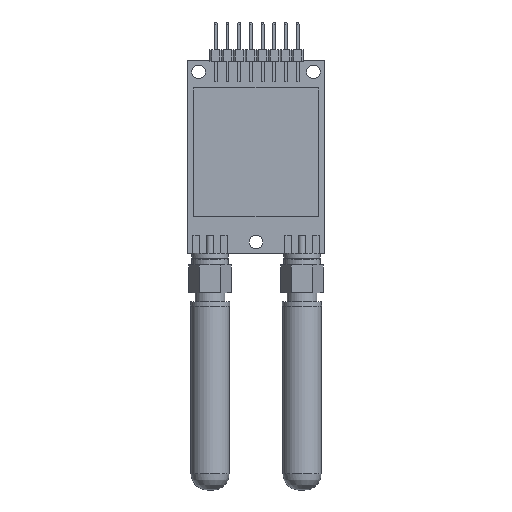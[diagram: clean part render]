
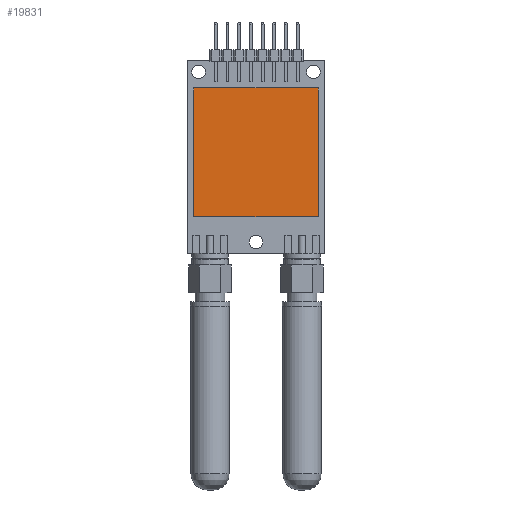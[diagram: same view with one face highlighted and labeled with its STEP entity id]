
A CAD part, front view. The second image highlights one B-rep face of the part: STEP entity #19831.
In plain terms, the highlighted planar face has unit normal (0, -1, 0).
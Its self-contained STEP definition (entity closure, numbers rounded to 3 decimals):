
#1239=FACE_OUTER_BOUND('',#2486,.T.);
#2486=EDGE_LOOP('',(#15838,#15839,#15840,#15841));
#4517=LINE('',#34395,#7047);
#4520=LINE('',#34401,#7050);
#4523=LINE('',#34407,#7053);
#4526=LINE('',#34411,#7056);
#7047=VECTOR('',#24421,10.);
#7050=VECTOR('',#24426,10.);
#7053=VECTOR('',#24431,10.);
#7056=VECTOR('',#24436,10.);
#9159=VERTEX_POINT('',#34392);
#9160=VERTEX_POINT('',#34394);
#9162=VERTEX_POINT('',#34400);
#9164=VERTEX_POINT('',#34406);
#11470=EDGE_CURVE('',#9160,#9159,#4517,.T.);
#11473=EDGE_CURVE('',#9162,#9160,#4520,.T.);
#11476=EDGE_CURVE('',#9164,#9162,#4523,.T.);
#11479=EDGE_CURVE('',#9159,#9164,#4526,.T.);
#15838=ORIENTED_EDGE('',*,*,#11479,.T.);
#15839=ORIENTED_EDGE('',*,*,#11476,.T.);
#15840=ORIENTED_EDGE('',*,*,#11473,.T.);
#15841=ORIENTED_EDGE('',*,*,#11470,.T.);
#18747=PLANE('',#21051);
#19831=ADVANCED_FACE('',(#1239),#18747,.T.);
#21051=AXIS2_PLACEMENT_3D('',#34412,#24437,#24438);
#24421=DIRECTION('',(0.,0.,1.));
#24426=DIRECTION('',(1.,0.,0.));
#24431=DIRECTION('',(0.,0.,-1.));
#24436=DIRECTION('',(-1.,0.,0.));
#24437=DIRECTION('center_axis',(0.,-1.,0.));
#24438=DIRECTION('ref_axis',(0.,0.,-1.));
#34392=CARTESIAN_POINT('',(13.5,-4.,15.));
#34394=CARTESIAN_POINT('',(13.5,-4.,-13.));
#34395=CARTESIAN_POINT('',(13.5,-4.,15.));
#34400=CARTESIAN_POINT('',(-13.5,-4.,-13.));
#34401=CARTESIAN_POINT('',(13.5,-4.,-13.));
#34406=CARTESIAN_POINT('',(-13.5,-4.,15.));
#34407=CARTESIAN_POINT('',(-13.5,-4.,-13.));
#34411=CARTESIAN_POINT('',(-13.5,-4.,15.));
#34412=CARTESIAN_POINT('Origin',(0.,-4.,1.));
